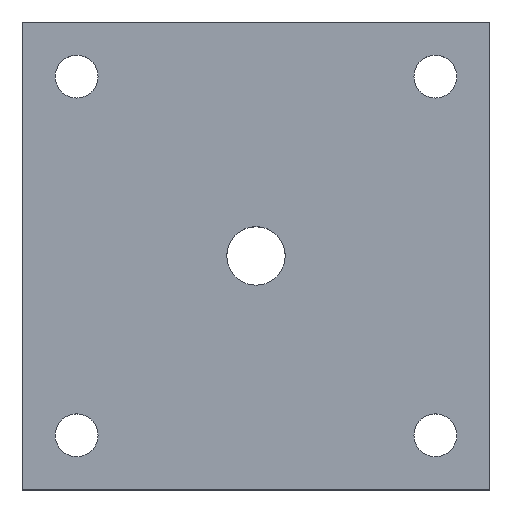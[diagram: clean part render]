
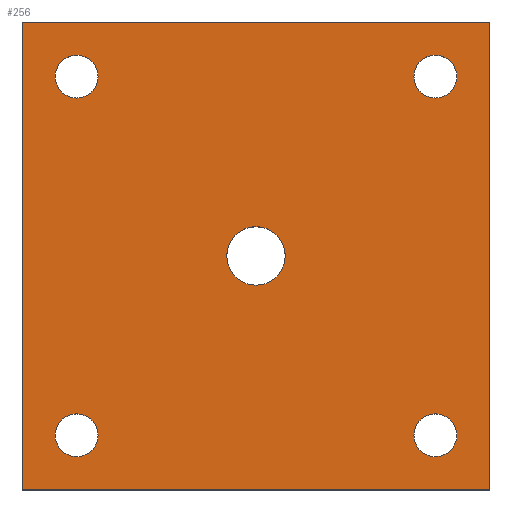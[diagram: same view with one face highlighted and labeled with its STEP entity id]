
A CAD part, top view. The second image highlights one B-rep face of the part: STEP entity #256.
In plain terms, the highlighted planar face has unit normal (0, 0, 1).
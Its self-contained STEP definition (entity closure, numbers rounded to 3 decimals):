
#23=LINE('',#399,#35);
#26=LINE('',#405,#38);
#29=LINE('',#411,#41);
#32=LINE('',#416,#44);
#35=VECTOR('',#323,1000.);
#38=VECTOR('',#328,1000.);
#41=VECTOR('',#333,1000.);
#44=VECTOR('',#338,1000.);
#49=PLANE('',#287);
#71=ORIENTED_EDGE('',*,*,#121,.T.);
#72=ORIENTED_EDGE('',*,*,#122,.T.);
#73=ORIENTED_EDGE('',*,*,#123,.T.);
#74=ORIENTED_EDGE('',*,*,#124,.T.);
#75=ORIENTED_EDGE('',*,*,#111,.F.);
#76=ORIENTED_EDGE('',*,*,#120,.F.);
#77=ORIENTED_EDGE('',*,*,#117,.F.);
#78=ORIENTED_EDGE('',*,*,#114,.F.);
#79=ORIENTED_EDGE('',*,*,#125,.T.);
#111=EDGE_CURVE('',#138,#139,#23,.T.);
#114=EDGE_CURVE('',#139,#141,#26,.T.);
#117=EDGE_CURVE('',#141,#143,#29,.T.);
#120=EDGE_CURVE('',#143,#138,#32,.T.);
#121=EDGE_CURVE('',#144,#144,#159,.T.);
#122=EDGE_CURVE('',#145,#145,#160,.T.);
#123=EDGE_CURVE('',#146,#146,#161,.T.);
#124=EDGE_CURVE('',#147,#147,#162,.T.);
#125=EDGE_CURVE('',#148,#148,#163,.T.);
#138=VERTEX_POINT('',#398);
#139=VERTEX_POINT('',#400);
#141=VERTEX_POINT('',#406);
#143=VERTEX_POINT('',#412);
#144=VERTEX_POINT('',#419);
#145=VERTEX_POINT('',#421);
#146=VERTEX_POINT('',#423);
#147=VERTEX_POINT('',#425);
#148=VERTEX_POINT('',#427);
#159=CIRCLE('',#288,2.75);
#160=CIRCLE('',#289,2.75);
#161=CIRCLE('',#290,2.75);
#162=CIRCLE('',#291,2.75);
#163=CIRCLE('',#292,3.75);
#178=EDGE_LOOP('',(#71));
#179=EDGE_LOOP('',(#72));
#180=EDGE_LOOP('',(#73));
#181=EDGE_LOOP('',(#74));
#182=EDGE_LOOP('',(#75,#76,#77,#78));
#183=EDGE_LOOP('',(#79));
#214=FACE_BOUND('',#178,.T.);
#215=FACE_BOUND('',#179,.T.);
#216=FACE_BOUND('',#180,.T.);
#217=FACE_BOUND('',#181,.T.);
#218=FACE_BOUND('',#182,.T.);
#219=FACE_BOUND('',#183,.T.);
#256=ADVANCED_FACE('',(#214,#215,#216,#217,#218,#219),#49,.F.);
#287=AXIS2_PLACEMENT_3D('',#417,#339,#340);
#288=AXIS2_PLACEMENT_3D('',#418,#341,#342);
#289=AXIS2_PLACEMENT_3D('',#420,#343,#344);
#290=AXIS2_PLACEMENT_3D('',#422,#345,#346);
#291=AXIS2_PLACEMENT_3D('',#424,#347,#348);
#292=AXIS2_PLACEMENT_3D('',#426,#349,#350);
#323=DIRECTION('',(0.,-1.,0.));
#328=DIRECTION('',(-1.,0.,0.));
#333=DIRECTION('',(0.,1.,0.));
#338=DIRECTION('',(1.,0.,0.));
#339=DIRECTION('',(0.,0.,-1.));
#340=DIRECTION('',(-1.,0.,0.));
#341=DIRECTION('',(0.,0.,-1.));
#342=DIRECTION('',(1.,0.,0.));
#343=DIRECTION('',(0.,0.,-1.));
#344=DIRECTION('',(1.,0.,0.));
#345=DIRECTION('',(0.,0.,-1.));
#346=DIRECTION('',(1.,0.,0.));
#347=DIRECTION('',(0.,0.,-1.));
#348=DIRECTION('',(1.,0.,0.));
#349=DIRECTION('',(0.,0.,-1.));
#350=DIRECTION('',(0.,-1.,0.));
#398=CARTESIAN_POINT('',(-19.879,80.062,60.));
#399=CARTESIAN_POINT('',(-19.879,105.062,60.));
#400=CARTESIAN_POINT('',(-19.879,20.062,60.));
#405=CARTESIAN_POINT('',(10.121,20.062,60.));
#406=CARTESIAN_POINT('',(-79.879,20.062,60.));
#411=CARTESIAN_POINT('',(-79.879,-4.938,60.));
#412=CARTESIAN_POINT('',(-79.879,80.062,60.));
#416=CARTESIAN_POINT('',(-109.879,80.062,60.));
#417=CARTESIAN_POINT('',(0.,0.,60.));
#418=CARTESIAN_POINT('',(-72.879,27.062,60.));
#419=CARTESIAN_POINT('',(-70.129,27.062,60.));
#420=CARTESIAN_POINT('',(-26.879,27.062,60.));
#421=CARTESIAN_POINT('',(-24.129,27.062,60.));
#422=CARTESIAN_POINT('',(-26.879,73.062,60.));
#423=CARTESIAN_POINT('',(-24.129,73.062,60.));
#424=CARTESIAN_POINT('',(-72.879,73.062,60.));
#425=CARTESIAN_POINT('',(-70.129,73.062,60.));
#426=CARTESIAN_POINT('',(-49.879,50.062,60.));
#427=CARTESIAN_POINT('',(-49.879,46.312,60.));
